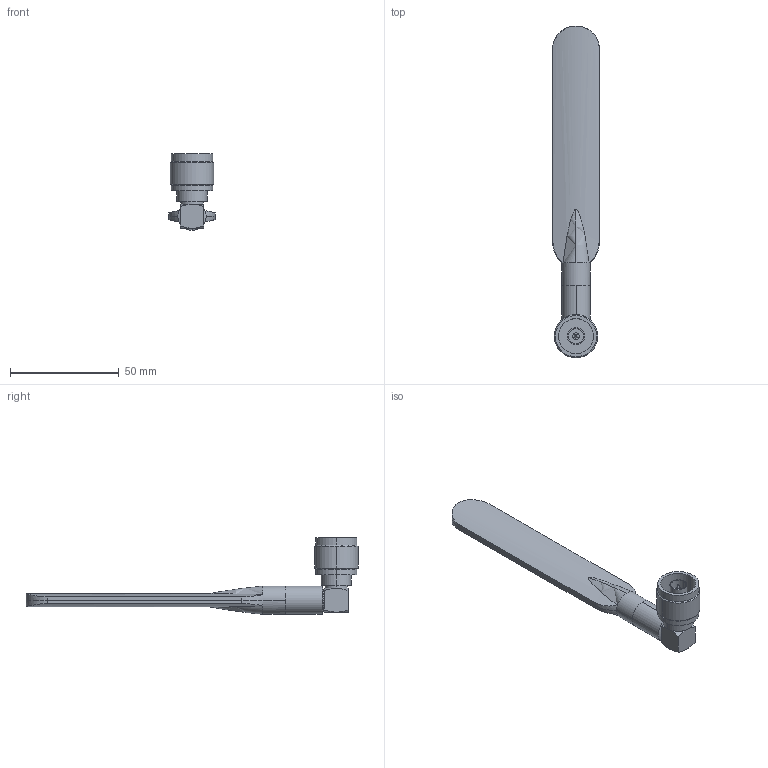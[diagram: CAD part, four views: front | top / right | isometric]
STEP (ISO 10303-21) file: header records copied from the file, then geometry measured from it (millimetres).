
FILE_DESCRIPTION (( 'STEP AP214' ), '1' );
FILE_NAME ('6GK57954MD000AA3_001_STEP.STEP', '2014-12-11T15:06:40', ( '' ), ( '' ), 'SwSTEP 2.0', 'SolidWorks 2014', '' );
FILE_SCHEMA (( 'AUTOMOTIVE_DESIGN' ));
Length unit declared in the file: millimetre
Products named in the file (2): 6GK57954MD000AA3_001_STEP; Body
Assembly tree (1 placements, depth 2):
  6GK57954MD000AA3_001_STEP
    Body
Bounding box: 21.5 x 152.8 x 35.3 mm (x, y, z)
Volume: 20549.3 mm3; surface area: 10508.9 mm2
Topology: 1 solids, 1 shells, 72 faces, 151 edges, 90 vertices
Faces by surface type: cylinder 30, plane 22, cone 8, torus 8, bspline 4
Entity records: 3380 total; most frequent: CARTESIAN_POINT 991, DIRECTION 342, ORIENTED_EDGE 302, EDGE_CURVE 151, AXIS2_PLACEMENT_3D 145, VERTEX_POINT 90, EDGE_LOOP 81, UNCERTAINTY_MEASURE_WITH_UNIT 76
